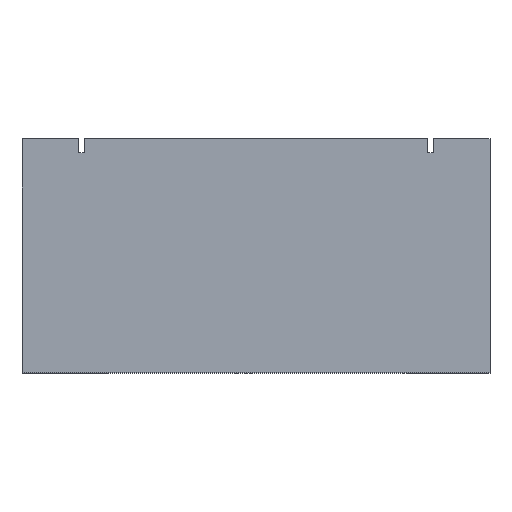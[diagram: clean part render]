
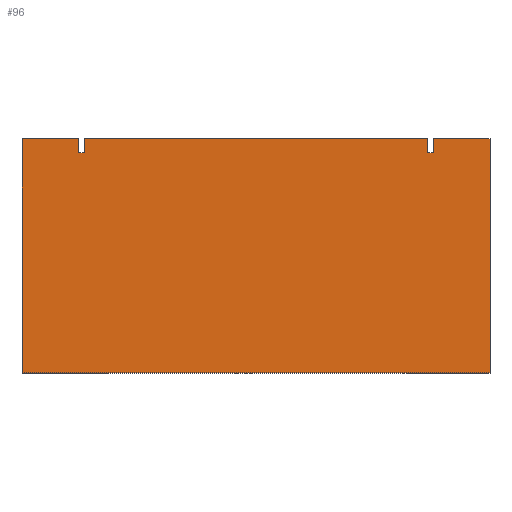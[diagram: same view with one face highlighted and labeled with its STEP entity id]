
A CAD part, top view. The second image highlights one B-rep face of the part: STEP entity #96.
In plain terms, the highlighted planar face has unit normal (0, 0, 1).
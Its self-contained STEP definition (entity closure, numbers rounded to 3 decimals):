
#96=ADVANCED_FACE('',(#150),#151,.T.);
#150=FACE_OUTER_BOUND('',#214,.T.);
#151=PLANE('',#215);
#214=EDGE_LOOP('',(#415,#416,#417,#418,#419,#420,#421,#422,#423,#424,#425,#426));
#215=AXIS2_PLACEMENT_3D('',#427,#428,#429);
#415=ORIENTED_EDGE('',*,*,#584,.F.);
#416=ORIENTED_EDGE('',*,*,#574,.F.);
#417=ORIENTED_EDGE('',*,*,#568,.F.);
#418=ORIENTED_EDGE('',*,*,#537,.T.);
#419=ORIENTED_EDGE('',*,*,#556,.T.);
#420=ORIENTED_EDGE('',*,*,#583,.F.);
#421=ORIENTED_EDGE('',*,*,#585,.T.);
#422=ORIENTED_EDGE('',*,*,#586,.F.);
#423=ORIENTED_EDGE('',*,*,#587,.F.);
#424=ORIENTED_EDGE('',*,*,#578,.F.);
#425=ORIENTED_EDGE('',*,*,#588,.T.);
#426=ORIENTED_EDGE('',*,*,#589,.F.);
#427=CARTESIAN_POINT('',(-0.825,0.0,0.425));
#428=DIRECTION('',(0.0,0.0,1.0));
#429=DIRECTION('',(1.0,0.0,0.0));
#537=EDGE_CURVE('',#652,#650,#653,.T.);
#556=EDGE_CURVE('',#650,#681,#683,.T.);
#568=EDGE_CURVE('',#652,#699,#700,.T.);
#574=EDGE_CURVE('',#699,#705,#709,.T.);
#578=EDGE_CURVE('',#715,#710,#717,.T.);
#583=EDGE_CURVE('',#723,#681,#725,.T.);
#584=EDGE_CURVE('',#705,#726,#727,.T.);
#585=EDGE_CURVE('',#723,#728,#729,.T.);
#586=EDGE_CURVE('',#730,#728,#731,.T.);
#587=EDGE_CURVE('',#710,#730,#732,.T.);
#588=EDGE_CURVE('',#715,#733,#734,.T.);
#589=EDGE_CURVE('',#726,#733,#735,.T.);
#650=VERTEX_POINT('',#812);
#652=VERTEX_POINT('',#815);
#653=LINE('',#816,#817);
#681=VERTEX_POINT('',#855);
#683=LINE('',#858,#859);
#699=VERTEX_POINT('',#883);
#700=LINE('',#884,#885);
#705=VERTEX_POINT('',#892);
#709=LINE('',#898,#899);
#710=VERTEX_POINT('',#900);
#715=VERTEX_POINT('',#907);
#717=LINE('',#910,#911);
#723=VERTEX_POINT('',#919);
#725=LINE('',#922,#923);
#726=VERTEX_POINT('',#924);
#727=LINE('',#925,#926);
#728=VERTEX_POINT('',#927);
#729=LINE('',#928,#929);
#730=VERTEX_POINT('',#930);
#731=LINE('',#931,#932);
#732=LINE('',#933,#934);
#733=VERTEX_POINT('',#935);
#734=LINE('',#936,#937);
#735=LINE('',#938,#939);
#812=CARTESIAN_POINT('',(0.825,0.0,0.425));
#815=CARTESIAN_POINT('',(-0.825,0.0,0.425));
#816=CARTESIAN_POINT('',(-0.825,0.0,0.425));
#817=VECTOR('',#1017,1.65);
#855=CARTESIAN_POINT('',(0.825,0.825,0.425));
#858=CARTESIAN_POINT('',(0.825,0.0,0.425));
#859=VECTOR('',#1050,0.825);
#883=CARTESIAN_POINT('',(-0.825,0.825,0.425));
#884=CARTESIAN_POINT('',(-0.825,0.0,0.425));
#885=VECTOR('',#1068,0.825);
#892=CARTESIAN_POINT('',(-0.625,0.825,0.425));
#898=CARTESIAN_POINT('',(-0.825,0.825,0.425));
#899=VECTOR('',#1076,0.2);
#900=CARTESIAN_POINT('',(0.605,0.825,0.425));
#907=CARTESIAN_POINT('',(-0.605,0.825,0.425));
#910=CARTESIAN_POINT('',(-0.605,0.825,0.425));
#911=VECTOR('',#1080,1.21);
#919=CARTESIAN_POINT('',(0.625,0.825,0.425));
#922=CARTESIAN_POINT('',(0.625,0.825,0.425));
#923=VECTOR('',#1087,0.2);
#924=CARTESIAN_POINT('',(-0.625,0.775,0.425));
#925=CARTESIAN_POINT('',(-0.625,0.825,0.425));
#926=VECTOR('',#1088,0.05);
#927=CARTESIAN_POINT('',(0.625,0.775,0.425));
#928=CARTESIAN_POINT('',(0.625,0.825,0.425));
#929=VECTOR('',#1089,0.05);
#930=CARTESIAN_POINT('',(0.605,0.775,0.425));
#931=CARTESIAN_POINT('',(0.605,0.775,0.425));
#932=VECTOR('',#1090,0.02);
#933=CARTESIAN_POINT('',(0.605,0.825,0.425));
#934=VECTOR('',#1091,0.05);
#935=CARTESIAN_POINT('',(-0.605,0.775,0.425));
#936=CARTESIAN_POINT('',(-0.605,0.825,0.425));
#937=VECTOR('',#1092,0.05);
#938=CARTESIAN_POINT('',(-0.625,0.775,0.425));
#939=VECTOR('',#1093,0.02);
#1017=DIRECTION('',(1.0,0.0,0.0));
#1050=DIRECTION('',(0.0,1.0,0.0));
#1068=DIRECTION('',(0.0,1.0,0.0));
#1076=DIRECTION('',(1.0,0.0,0.0));
#1080=DIRECTION('',(1.0,0.0,0.0));
#1087=DIRECTION('',(1.0,0.0,0.0));
#1088=DIRECTION('',(0.0,-1.0,0.0));
#1089=DIRECTION('',(0.0,-1.0,0.0));
#1090=DIRECTION('',(1.0,0.0,0.0));
#1091=DIRECTION('',(0.0,-1.0,0.0));
#1092=DIRECTION('',(0.0,-1.0,0.0));
#1093=DIRECTION('',(1.0,0.0,0.0));
